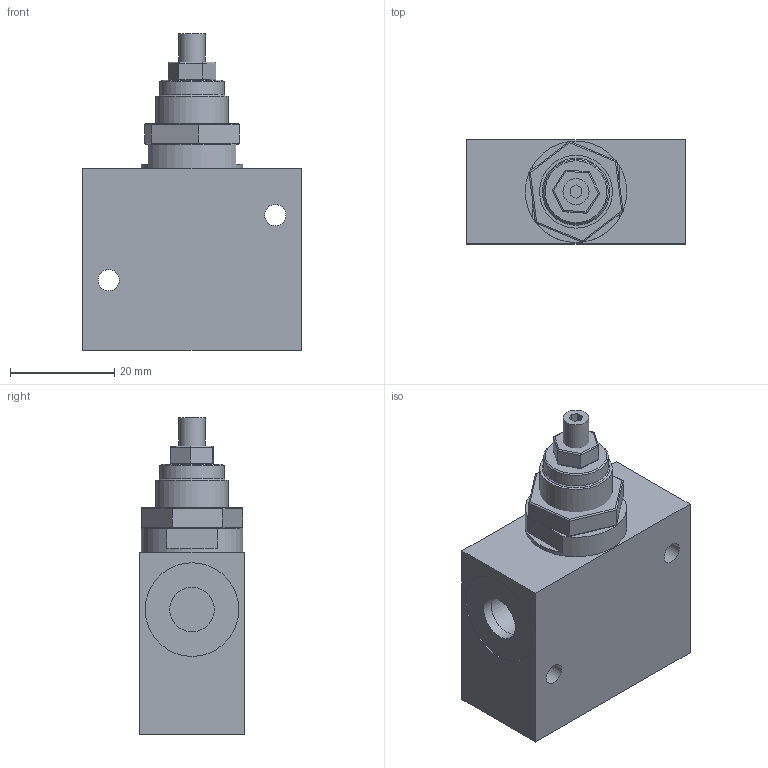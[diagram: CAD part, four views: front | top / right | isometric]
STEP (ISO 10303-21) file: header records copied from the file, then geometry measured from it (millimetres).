
FILE_DESCRIPTION(/* description */ ('Unknown'),/* implementation_level */ '2;1');
FILE_NAME(/* name */ '6.11.18',/* time_stamp */ '2018-09-07T07:47:50-04:00',/* author */ ('Unknown'),/* organization */ ('Unknown'),/* preprocessor_version */ 'ST-DEVELOPER v16.7',/* originating_system */ 'DEX',/* authorisation */ $);
FILE_SCHEMA (('AUTOMOTIVE_DESIGN {1 0 10303 214 3 1 1}'));
Length unit declared in the file: millimetre
Products named in the file (4): 6.11.18; 6.11.14; 6.11.14.ecrou; 611.14.ecrou2
Assembly tree (3 placements, depth 2):
  6.11.18
    6.11.14
    6.11.14.ecrou
    611.14.ecrou2
Bounding box: 42 x 20 x 60.9 mm (x, y, z)
Volume: 31048.6 mm3; surface area: 9039.3 mm2
Topology: 3 solids, 3 shells, 92 faces, 196 edges, 121 vertices
Faces by surface type: cylinder 43, plane 43, torus 4, cone 2
Full cylindrical faces by diameter (mm): 4.1 x2, 4.134 x2, 5 x1, 8.566 x6, 12.4 x1, 12.917 x2, 13.8 x1, 14 x1, 18 x2, 19.5 x1
Entity records: 3007 total; most frequent: DIRECTION 422, CARTESIAN_POINT 374, ORIENTED_EDGE 328, EDGE_CURVE 164, AXIS2_PLACEMENT_3D 162, EDGE_LOOP 136, FACE_BOUND 136, VERTEX_POINT 114
